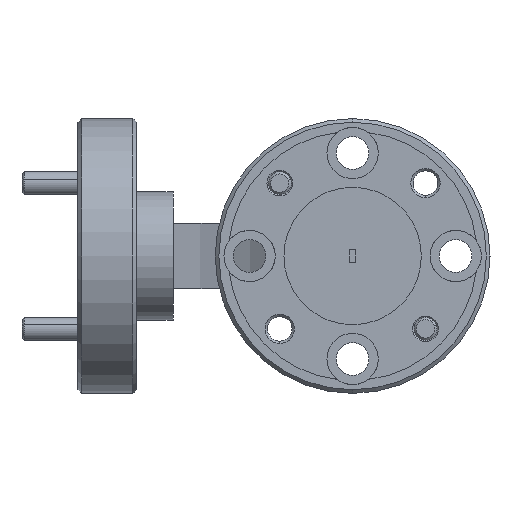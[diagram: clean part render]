
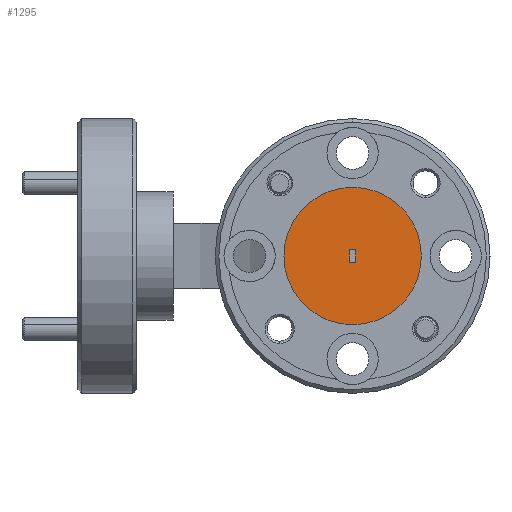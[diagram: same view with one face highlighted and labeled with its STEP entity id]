
A CAD part, front view. The second image highlights one B-rep face of the part: STEP entity #1295.
In plain terms, the highlighted planar face has unit normal (0, -1, 0).
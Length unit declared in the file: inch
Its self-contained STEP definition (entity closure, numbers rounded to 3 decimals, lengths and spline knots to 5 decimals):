
#68 = EDGE_CURVE ( 'NONE', #577, #559, #2412, .T. ) ;
#274 = CARTESIAN_POINT ( 'NONE',  ( 0.7585, -0.75, -0.017 ) ) ;
#325 = DIRECTION ( 'NONE',  ( 0., -1., 0. ) ) ;
#356 = DIRECTION ( 'NONE',  ( 1., 0., 0. ) ) ;
#420 = CARTESIAN_POINT ( 'NONE',  ( 0.7415, -0.75, -0.017 ) ) ;
#559 = VERTEX_POINT ( 'NONE', #1425 ) ;
#577 = VERTEX_POINT ( 'NONE', #274 ) ;
#591 = AXIS2_PLACEMENT_3D ( 'NONE', #1039, #1348, #2088 ) ;
#638 = CARTESIAN_POINT ( 'NONE',  ( 0.75, -0.75, 0. ) ) ;
#665 = FACE_BOUND ( 'NONE', #912, .T. ) ;
#708 = LINE ( 'NONE', #2831, #4703 ) ;
#729 = VERTEX_POINT ( 'NONE', #2036 ) ;
#912 = EDGE_LOOP ( 'NONE', ( #3314, #4635, #3345, #3832 ) ) ;
#1039 = CARTESIAN_POINT ( 'NONE',  ( 0.75, -0.75, 0. ) ) ;
#1208 = EDGE_CURVE ( 'NONE', #559, #3678, #2434, .T. ) ;
#1295 = ADVANCED_FACE ( 'NONE', ( #665, #1410 ), #2127, .F. ) ;
#1348 = DIRECTION ( 'NONE',  ( 0., -1., 0. ) ) ;
#1410 = FACE_OUTER_BOUND ( 'NONE', #4324, .T. ) ;
#1425 = CARTESIAN_POINT ( 'NONE',  ( 0.7585, -0.75, 0.017 ) ) ;
#1435 = LINE ( 'NONE', #4273, #2875 ) ;
#1467 = ORIENTED_EDGE ( 'NONE', *, *, #3010, .T. ) ;
#1498 = CIRCLE ( 'NONE', #591, 0.1875 ) ;
#1709 = CARTESIAN_POINT ( 'NONE',  ( 0.7415, -0.75, 0.017 ) ) ;
#1737 = VECTOR ( 'NONE', #3069, 39.37008 ) ;
#1748 = EDGE_CURVE ( 'NONE', #3678, #4072, #708, .T. ) ;
#2036 = CARTESIAN_POINT ( 'NONE',  ( 0.5625, -0.75, 0. ) ) ;
#2064 = EDGE_CURVE ( 'NONE', #3758, #729, #1498, .T. ) ;
#2088 = DIRECTION ( 'NONE',  ( 1., 0., 0. ) ) ;
#2127 = PLANE ( 'NONE',  #3615 ) ;
#2311 = EDGE_CURVE ( 'NONE', #4072, #577, #1435, .T. ) ;
#2412 = LINE ( 'NONE', #3871, #4596 ) ;
#2434 = LINE ( 'NONE', #1709, #1737 ) ;
#2451 = DIRECTION ( 'NONE',  ( 1., 0., 0. ) ) ;
#2544 = DIRECTION ( 'NONE',  ( 0., 1., 0. ) ) ;
#2687 = CARTESIAN_POINT ( 'NONE',  ( 0.7415, -0.75, 0.017 ) ) ;
#2716 = DIRECTION ( 'NONE',  ( 0., 0., 1. ) ) ;
#2831 = CARTESIAN_POINT ( 'NONE',  ( 0.7415, -0.75, 0.017 ) ) ;
#2875 = VECTOR ( 'NONE', #356, 39.37008 ) ;
#2928 = DIRECTION ( 'NONE',  ( 0., 0., 1. ) ) ;
#3010 = EDGE_CURVE ( 'NONE', #729, #3758, #3053, .T. ) ;
#3053 = CIRCLE ( 'NONE', #3898, 0.1875 ) ;
#3069 = DIRECTION ( 'NONE',  ( -1., 0., 0. ) ) ;
#3213 = CARTESIAN_POINT ( 'NONE',  ( 0.75, -0.75, 0. ) ) ;
#3314 = ORIENTED_EDGE ( 'NONE', *, *, #1208, .F. ) ;
#3345 = ORIENTED_EDGE ( 'NONE', *, *, #2311, .F. ) ;
#3615 = AXIS2_PLACEMENT_3D ( 'NONE', #3213, #2544, #2928 ) ;
#3620 = DIRECTION ( 'NONE',  ( 0., 0., -1. ) ) ;
#3678 = VERTEX_POINT ( 'NONE', #2687 ) ;
#3758 = VERTEX_POINT ( 'NONE', #4178 ) ;
#3832 = ORIENTED_EDGE ( 'NONE', *, *, #1748, .F. ) ;
#3871 = CARTESIAN_POINT ( 'NONE',  ( 0.7585, -0.75, 0.017 ) ) ;
#3898 = AXIS2_PLACEMENT_3D ( 'NONE', #638, #325, #2451 ) ;
#3992 = ORIENTED_EDGE ( 'NONE', *, *, #2064, .T. ) ;
#4072 = VERTEX_POINT ( 'NONE', #420 ) ;
#4178 = CARTESIAN_POINT ( 'NONE',  ( 0.9375, -0.75, 0. ) ) ;
#4273 = CARTESIAN_POINT ( 'NONE',  ( 0.7415, -0.75, -0.017 ) ) ;
#4324 = EDGE_LOOP ( 'NONE', ( #3992, #1467 ) ) ;
#4596 = VECTOR ( 'NONE', #2716, 39.37008 ) ;
#4635 = ORIENTED_EDGE ( 'NONE', *, *, #68, .F. ) ;
#4703 = VECTOR ( 'NONE', #3620, 39.37008 ) ;
